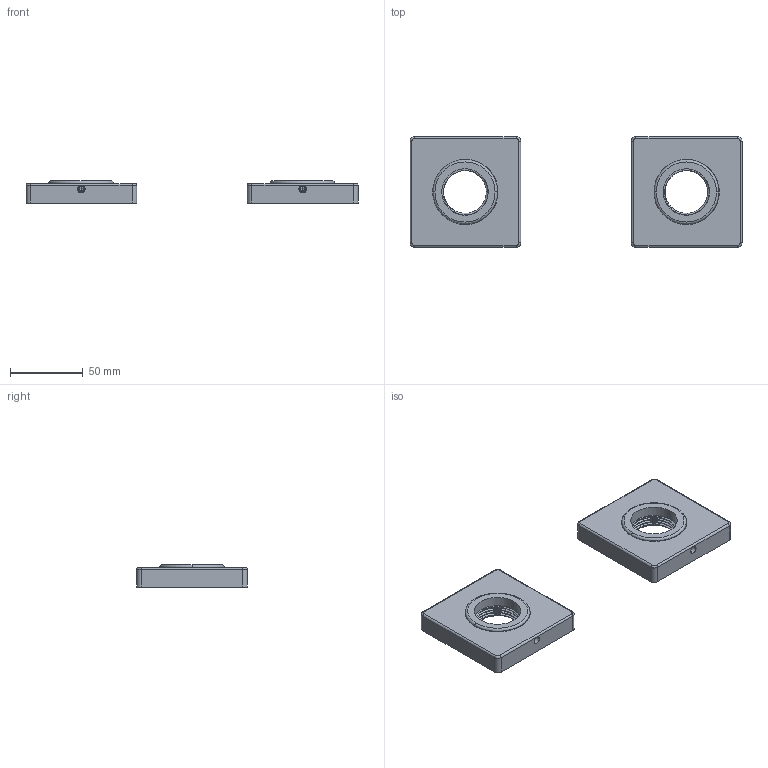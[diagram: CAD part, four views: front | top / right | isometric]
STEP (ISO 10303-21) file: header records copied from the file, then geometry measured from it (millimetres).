
FILE_DESCRIPTION((''),'2;1');
FILE_NAME('2040-2400_ASM','2022-11-04T09:28:26',('rsmith'),(''),'CREO PARAMETRIC BY PTC INC, 2019352','CREO PARAMETRIC BY PTC INC, 2019352','');
FILE_SCHEMA(('CONFIG_CONTROL_DESIGN'));
Length unit declared in the file: inch
Products named in the file (4): 1995; 5272; 92308; 2040-2400_ASM
Assembly tree (6 placements, depth 2):
  2040-2400_ASM
    1995  x2
    5272  x2
    92308  x2
Bounding box: 228.6 x 76.2 x 15.24 mm (x, y, z)
Volume: 70472.2 mm3; surface area: 78171.1 mm2
Topology: 6 solids, 16 shells, 568 faces, 1558 edges, 1002 vertices
Faces by surface type: cylinder 260, bspline 140, plane 78, torus 46, cone 32, sphere 12
Entity records: 20725 total; most frequent: CARTESIAN_POINT 14176, ORIENTED_EDGE 1505, DIRECTION 1056, EDGE_CURVE 775, VERTEX_POINT 501, AXIS2_PLACEMENT_3D 421, B_SPLINE_CURVE_WITH_KNOTS 368, EDGE_LOOP 304
